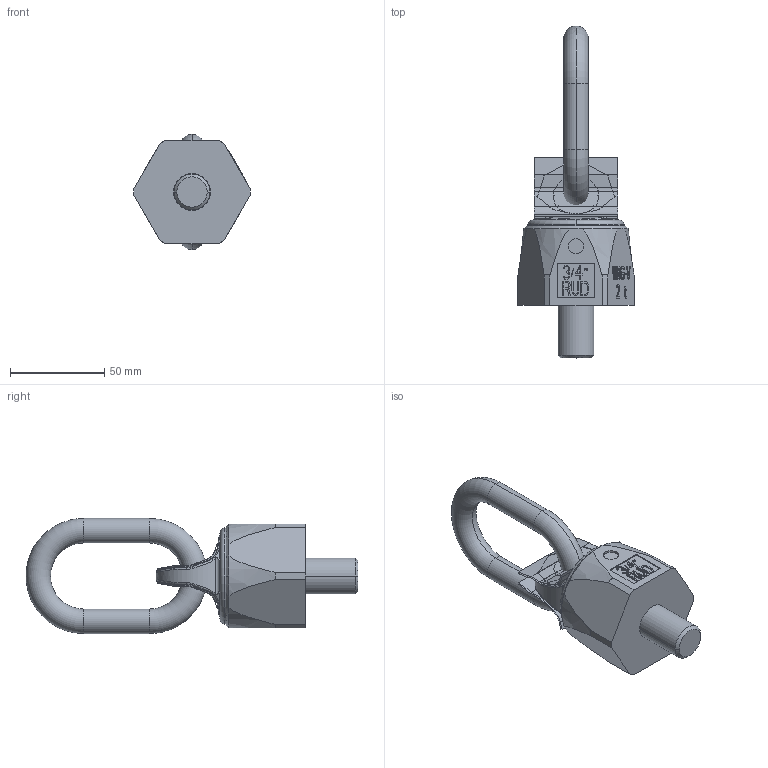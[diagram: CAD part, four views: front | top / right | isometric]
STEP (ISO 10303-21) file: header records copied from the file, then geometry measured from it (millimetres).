
FILE_DESCRIPTION((''),'2;1');
FILE_NAME('001-M31711-P-7_ASM','2005-01-11T',('jakubetz'),(''),'PRO/ENGINEER BY PARAMETRIC TECHNOLOGY CORPORATION, 2001400','PRO/ENGINEER BY PARAMETRIC TECHNOLOGY CORPORATION, 2001400','');
FILE_SCHEMA(('CONFIG_CONTROL_DESIGN'));
Length unit declared in the file: millimetre
Products named in the file (5): 001-M31711-P-7; 001-M31711-P-8; 001-M31711-P-2; 001-M31711-P-3; 001-M31711-P-7_ASM
Assembly tree (4 placements, depth 2):
  001-M31711-P-7_ASM
    001-M31711-P-7
    001-M31711-P-8
    001-M31711-P-2
    001-M31711-P-3
Bounding box: 61.5 x 175.89 x 61 mm (x, y, z)
Volume: 157985.1 mm3; surface area: 47708.2 mm2
Topology: 4 solids, 8 shells, 641 faces, 1715 edges, 1108 vertices
Faces by surface type: plane 448, cylinder 87, bspline 65, cone 24, torus 17
Entity records: 22388 total; most frequent: CARTESIAN_POINT 6850, ORIENTED_EDGE 3374, DIRECTION 2869, EDGE_CURVE 1715, VECTOR 1271, LINE 1271, VERTEX_POINT 1108, AXIS2_PLACEMENT_3D 799
